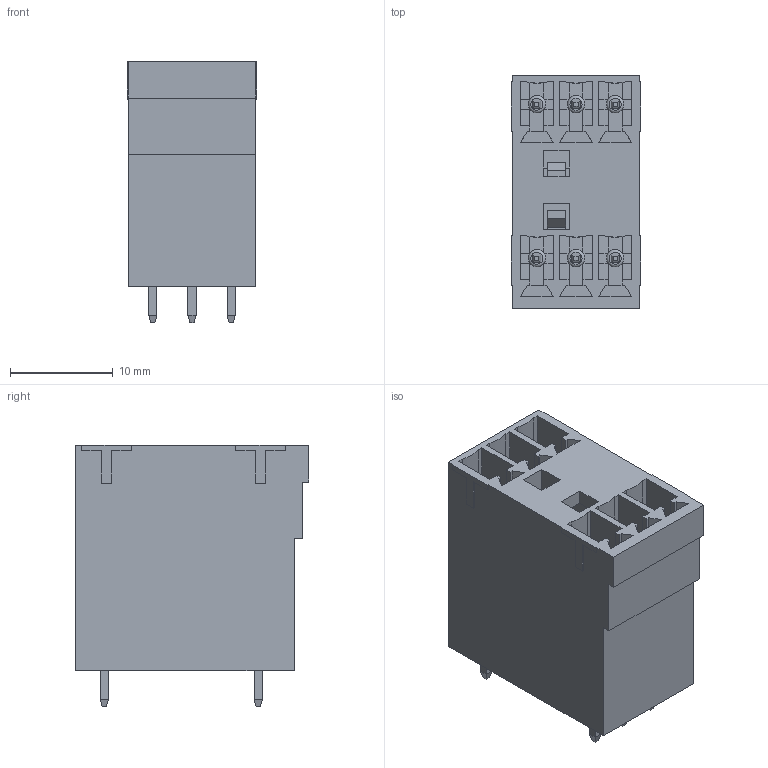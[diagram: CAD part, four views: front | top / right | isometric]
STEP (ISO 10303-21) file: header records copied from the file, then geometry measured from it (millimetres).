
FILE_DESCRIPTION(/* description */ ('Unknown'),/* implementation_level */ '2;1');
FILE_NAME(/* name */ '691329300006',/* time_stamp */ '2023-08-23T17:38:55+02:00',/* author */ ('Unknown'),/* organization */ ('Unknown'),/* preprocessor_version */ 'ST-DEVELOPER v18.102',/* originating_system */ 'Solid Edge',/* authorisation */ 'Unknown');
FILE_SCHEMA (('CONFIG_CONTROL_DESIGN','AP203_CONFIGURATION_CONTROLLED_3D_DESIGN_OF_MECHANICAL_PARTS_AND_ASSEMBLIES_MIM_LF { 1 0 10303 203 3 1 4 }','AUTOMOTIVE_DESIGN {1 0 10303 214 3 1 1}'));
Length unit declared in the file: millimetre
Products named in the file (4): 6913293000xx; 691329300006; 6913293000xx_PIN; 691329300006_CAPOT
Assembly tree (8 placements, depth 2):
  6913293000xx
    691329300006
    6913293000xx_PIN  x6
    691329300006_CAPOT
Bounding box: 12.62 x 22.7 x 25.5 mm (x, y, z)
Volume: 2626 mm3; surface area: 6699.4 mm2
Topology: 8 solids, 8 shells, 536 faces, 1436 edges, 916 vertices
Faces by surface type: plane 518, cylinder 12, torus 6
Full cylindrical faces by diameter (mm): 1.68 x6
Entity records: 14632 total; most frequent: CARTESIAN_POINT 2583, ORIENTED_EDGE 2556, DIRECTION 2288, EDGE_CURVE 1278, LINE 1218, VECTOR 1218, VERTEX_POINT 830, AXIS2_PLACEMENT_3D 535
